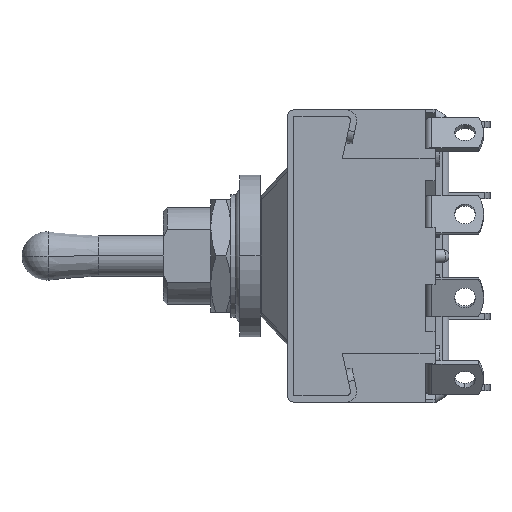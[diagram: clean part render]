
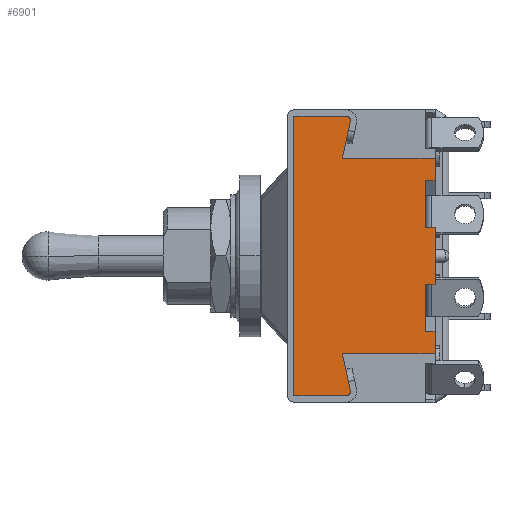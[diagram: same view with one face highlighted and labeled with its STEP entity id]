
A CAD part, left-side view. The second image highlights one B-rep face of the part: STEP entity #6901.
In plain terms, the highlighted planar face has unit normal (-1, 0, 0).
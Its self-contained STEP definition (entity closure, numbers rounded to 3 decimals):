
#90 = LINE ( 'NONE', #11771, #4483 ) ;
#98 = EDGE_LOOP ( 'NONE', ( #11904, #10881, #4907, #6153, #8665, #10584, #4325, #8400, #8022, #9244, #3784, #241, #1548, #7089, #11770, #2362, #9600, #2055, #5013 ) ) ;
#241 = ORIENTED_EDGE ( 'NONE', *, *, #9999, .F. ) ;
#350 = DIRECTION ( 'NONE',  ( 0., -1., 0. ) ) ;
#449 = CARTESIAN_POINT ( 'NONE',  ( -16.5, -17.5, 0. ) ) ;
#492 = VERTEX_POINT ( 'NONE', #2893 ) ;
#512 = CARTESIAN_POINT ( 'NONE',  ( -16.5, -6., -12.1 ) ) ;
#519 = DIRECTION ( 'NONE',  ( 0., 0., 1. ) ) ;
#559 = CARTESIAN_POINT ( 'NONE',  ( -16.5, -16.3, 3.568 ) ) ;
#657 = CARTESIAN_POINT ( 'NONE',  ( -16.5, -17.5, 9.325 ) ) ;
#745 = VECTOR ( 'NONE', #3165, 1000. ) ;
#761 = EDGE_CURVE ( 'NONE', #2808, #1421, #10176, .T. ) ;
#1011 = EDGE_CURVE ( 'NONE', #1621, #5793, #10903, .T. ) ;
#1108 = EDGE_CURVE ( 'NONE', #2526, #9971, #3024, .T. ) ;
#1166 = EDGE_CURVE ( 'NONE', #11734, #7301, #10314, .T. ) ;
#1218 = DIRECTION ( 'NONE',  ( -1., 0., 0. ) ) ;
#1254 = CARTESIAN_POINT ( 'NONE',  ( -16.5, -6., 12.1 ) ) ;
#1295 = EDGE_CURVE ( 'NONE', #8595, #8851, #90, .T. ) ;
#1334 = CARTESIAN_POINT ( 'NONE',  ( -16.5, -16.3, -9.325 ) ) ;
#1411 = AXIS2_PLACEMENT_3D ( 'NONE', #6571, #7437, #9334 ) ;
#1421 = VERTEX_POINT ( 'NONE', #4598 ) ;
#1461 = DIRECTION ( 'NONE',  ( 0., -1., 0. ) ) ;
#1480 = EDGE_CURVE ( 'NONE', #5922, #8716, #10588, .T. ) ;
#1548 = ORIENTED_EDGE ( 'NONE', *, *, #2754, .F. ) ;
#1621 = VERTEX_POINT ( 'NONE', #12012 ) ;
#1634 = CARTESIAN_POINT ( 'NONE',  ( -16.5, 0., -17.3 ) ) ;
#1930 = AXIS2_PLACEMENT_3D ( 'NONE', #3324, #10730, #8031 ) ;
#1944 = LINE ( 'NONE', #10195, #2365 ) ;
#2037 = EDGE_CURVE ( 'NONE', #11998, #5793, #11742, .T. ) ;
#2055 = ORIENTED_EDGE ( 'NONE', *, *, #1166, .T. ) ;
#2349 = CARTESIAN_POINT ( 'NONE',  ( -16.5, -6.989, -16.695 ) ) ;
#2362 = ORIENTED_EDGE ( 'NONE', *, *, #11339, .T. ) ;
#2365 = VECTOR ( 'NONE', #9364, 1000. ) ;
#2415 = VECTOR ( 'NONE', #2764, 1000. ) ;
#2470 = DIRECTION ( 'NONE',  ( 0., 0., -1. ) ) ;
#2526 = VERTEX_POINT ( 'NONE', #5687 ) ;
#2672 = EDGE_CURVE ( 'NONE', #10132, #8716, #6187, .T. ) ;
#2754 = EDGE_CURVE ( 'NONE', #8859, #6702, #10844, .T. ) ;
#2764 = DIRECTION ( 'NONE',  ( 0., 0., -1. ) ) ;
#2774 = EDGE_CURVE ( 'NONE', #492, #11734, #4286, .T. ) ;
#2808 = VERTEX_POINT ( 'NONE', #3297 ) ;
#2893 = CARTESIAN_POINT ( 'NONE',  ( -16.5, -6.989, -16.695 ) ) ;
#2920 = EDGE_CURVE ( 'NONE', #7414, #11998, #4875, .T. ) ;
#2996 = CARTESIAN_POINT ( 'NONE',  ( -16.5, 0., 17.3 ) ) ;
#3024 = LINE ( 'NONE', #4076, #5796 ) ;
#3078 = VECTOR ( 'NONE', #519, 1000. ) ;
#3165 = DIRECTION ( 'NONE',  ( 0., 0., -1. ) ) ;
#3201 = CARTESIAN_POINT ( 'NONE',  ( -16.5, -17.5, -9.325 ) ) ;
#3223 = LINE ( 'NONE', #1334, #745 ) ;
#3297 = CARTESIAN_POINT ( 'NONE',  ( -16.5, 0., -17.3 ) ) ;
#3324 = CARTESIAN_POINT ( 'NONE',  ( -16.5, -6.5, 16.8 ) ) ;
#3677 = LINE ( 'NONE', #9811, #3078 ) ;
#3736 = CARTESIAN_POINT ( 'NONE',  ( -16.5, -17.5, -3.568 ) ) ;
#3739 = CARTESIAN_POINT ( 'NONE',  ( -16.5, -17.5, 0. ) ) ;
#3784 = ORIENTED_EDGE ( 'NONE', *, *, #7233, .F. ) ;
#3954 = DIRECTION ( 'NONE',  ( 0., -1., 0. ) ) ;
#4076 = CARTESIAN_POINT ( 'NONE',  ( -16.5, -16.3, -9.325 ) ) ;
#4286 = LINE ( 'NONE', #2349, #8101 ) ;
#4325 = ORIENTED_EDGE ( 'NONE', *, *, #11417, .T. ) ;
#4340 = CARTESIAN_POINT ( 'NONE',  ( -16.5, -17.5, 0. ) ) ;
#4387 = DIRECTION ( 'NONE',  ( 0., 0.21, -0.978 ) ) ;
#4483 = VECTOR ( 'NONE', #1461, 1000. ) ;
#4510 = CARTESIAN_POINT ( 'NONE',  ( -16.5, -16.3, -3.568 ) ) ;
#4598 = CARTESIAN_POINT ( 'NONE',  ( -16.5, -6.5, -17.3 ) ) ;
#4807 = CARTESIAN_POINT ( 'NONE',  ( -16.5, -17.5, 3.568 ) ) ;
#4875 = LINE ( 'NONE', #9139, #9970 ) ;
#4907 = ORIENTED_EDGE ( 'NONE', *, *, #2672, .T. ) ;
#5013 = ORIENTED_EDGE ( 'NONE', *, *, #8620, .F. ) ;
#5408 = DIRECTION ( 'NONE',  ( 0., -1., 0. ) ) ;
#5531 = CARTESIAN_POINT ( 'NONE',  ( -16.5, -6.5, 17.3 ) ) ;
#5557 = EDGE_CURVE ( 'NONE', #8851, #5922, #8116, .T. ) ;
#5604 = CIRCLE ( 'NONE', #1411, 0.5 ) ;
#5635 = VECTOR ( 'NONE', #5973, 1000. ) ;
#5687 = CARTESIAN_POINT ( 'NONE',  ( -16.5, -16.3, -9.325 ) ) ;
#5786 = DIRECTION ( 'NONE',  ( 0., 0., 1. ) ) ;
#5793 = VERTEX_POINT ( 'NONE', #657 ) ;
#5796 = VECTOR ( 'NONE', #7883, 1000. ) ;
#5922 = VERTEX_POINT ( 'NONE', #7730 ) ;
#5973 = DIRECTION ( 'NONE',  ( 0., 0., -1. ) ) ;
#6025 = DIRECTION ( 'NONE',  ( 0., 0.21, 0.978 ) ) ;
#6139 = CARTESIAN_POINT ( 'NONE',  ( -16.5, -17.5, 0. ) ) ;
#6144 = VECTOR ( 'NONE', #4387, 1000. ) ;
#6153 = ORIENTED_EDGE ( 'NONE', *, *, #1480, .F. ) ;
#6187 = LINE ( 'NONE', #11530, #9693 ) ;
#6571 = CARTESIAN_POINT ( 'NONE',  ( -16.5, -6.5, -16.8 ) ) ;
#6688 = VECTOR ( 'NONE', #5408, 1000. ) ;
#6698 = DIRECTION ( 'NONE',  ( 0., -1., 0. ) ) ;
#6702 = VERTEX_POINT ( 'NONE', #5531 ) ;
#6901 = ADVANCED_FACE ( 'NONE', ( #10603 ), #7758, .T. ) ;
#7056 = CARTESIAN_POINT ( 'NONE',  ( -16.5, 0., 17.3 ) ) ;
#7082 = EDGE_CURVE ( 'NONE', #2808, #8859, #3677, .T. ) ;
#7089 = ORIENTED_EDGE ( 'NONE', *, *, #7082, .F. ) ;
#7165 = LINE ( 'NONE', #6139, #7741 ) ;
#7172 = DIRECTION ( 'NONE',  ( 0., 0., -1. ) ) ;
#7233 = EDGE_CURVE ( 'NONE', #8570, #7414, #8496, .T. ) ;
#7301 = VERTEX_POINT ( 'NONE', #7666 ) ;
#7414 = VERTEX_POINT ( 'NONE', #1254 ) ;
#7437 = DIRECTION ( 'NONE',  ( -1., 0., 0. ) ) ;
#7557 = EDGE_CURVE ( 'NONE', #10132, #2526, #3223, .T. ) ;
#7666 = CARTESIAN_POINT ( 'NONE',  ( -16.5, -17.5, -12.1 ) ) ;
#7730 = CARTESIAN_POINT ( 'NONE',  ( -16.5, -17.5, 0. ) ) ;
#7741 = VECTOR ( 'NONE', #2470, 1000. ) ;
#7758 = PLANE ( 'NONE',  #10065 ) ;
#7787 = CARTESIAN_POINT ( 'NONE',  ( -16.5, -6., -12.1 ) ) ;
#7883 = DIRECTION ( 'NONE',  ( 0., -1., 0. ) ) ;
#8022 = ORIENTED_EDGE ( 'NONE', *, *, #2037, .F. ) ;
#8031 = DIRECTION ( 'NONE',  ( 0., 0., 1. ) ) ;
#8101 = VECTOR ( 'NONE', #6025, 1000. ) ;
#8116 = LINE ( 'NONE', #449, #5635 ) ;
#8149 = CIRCLE ( 'NONE', #1930, 0.5 ) ;
#8400 = ORIENTED_EDGE ( 'NONE', *, *, #1011, .T. ) ;
#8496 = LINE ( 'NONE', #9978, #6144 ) ;
#8500 = CARTESIAN_POINT ( 'NONE',  ( -16.5, -17.5, 12.1 ) ) ;
#8525 = CARTESIAN_POINT ( 'NONE',  ( -16.5, -16.3, 9.325 ) ) ;
#8570 = VERTEX_POINT ( 'NONE', #9049 ) ;
#8595 = VERTEX_POINT ( 'NONE', #559 ) ;
#8620 = EDGE_CURVE ( 'NONE', #9971, #7301, #7165, .T. ) ;
#8665 = ORIENTED_EDGE ( 'NONE', *, *, #5557, .F. ) ;
#8716 = VERTEX_POINT ( 'NONE', #3736 ) ;
#8851 = VERTEX_POINT ( 'NONE', #4807 ) ;
#8859 = VERTEX_POINT ( 'NONE', #2996 ) ;
#8872 = VECTOR ( 'NONE', #6698, 1000. ) ;
#9049 = CARTESIAN_POINT ( 'NONE',  ( -16.5, -6.989, 16.695 ) ) ;
#9139 = CARTESIAN_POINT ( 'NONE',  ( -16.5, -6., 12.1 ) ) ;
#9244 = ORIENTED_EDGE ( 'NONE', *, *, #2920, .F. ) ;
#9271 = VECTOR ( 'NONE', #7172, 1000. ) ;
#9334 = DIRECTION ( 'NONE',  ( 0., 0., -1. ) ) ;
#9364 = DIRECTION ( 'NONE',  ( 0., 0., 1. ) ) ;
#9581 = CARTESIAN_POINT ( 'NONE',  ( -16.5, -6.5, 16.8 ) ) ;
#9600 = ORIENTED_EDGE ( 'NONE', *, *, #2774, .T. ) ;
#9693 = VECTOR ( 'NONE', #3954, 1000. ) ;
#9811 = CARTESIAN_POINT ( 'NONE',  ( -16.5, 0., 0. ) ) ;
#9944 = DIRECTION ( 'NONE',  ( 0., -1., 0. ) ) ;
#9970 = VECTOR ( 'NONE', #9944, 1000. ) ;
#9971 = VERTEX_POINT ( 'NONE', #3201 ) ;
#9978 = CARTESIAN_POINT ( 'NONE',  ( -16.5, -6.989, 16.695 ) ) ;
#9999 = EDGE_CURVE ( 'NONE', #6702, #8570, #8149, .T. ) ;
#10065 = AXIS2_PLACEMENT_3D ( 'NONE', #9581, #1218, #5786 ) ;
#10132 = VERTEX_POINT ( 'NONE', #4510 ) ;
#10176 = LINE ( 'NONE', #1634, #6688 ) ;
#10195 = CARTESIAN_POINT ( 'NONE',  ( -16.5, -16.3, 9.325 ) ) ;
#10314 = LINE ( 'NONE', #7787, #11773 ) ;
#10584 = ORIENTED_EDGE ( 'NONE', *, *, #1295, .F. ) ;
#10588 = LINE ( 'NONE', #3739, #2415 ) ;
#10603 = FACE_OUTER_BOUND ( 'NONE', #98, .T. ) ;
#10730 = DIRECTION ( 'NONE',  ( 1., 0., 0. ) ) ;
#10756 = DIRECTION ( 'NONE',  ( 0., -1., 0. ) ) ;
#10844 = LINE ( 'NONE', #7056, #11728 ) ;
#10881 = ORIENTED_EDGE ( 'NONE', *, *, #7557, .F. ) ;
#10903 = LINE ( 'NONE', #8525, #8872 ) ;
#11339 = EDGE_CURVE ( 'NONE', #1421, #492, #5604, .T. ) ;
#11417 = EDGE_CURVE ( 'NONE', #8595, #1621, #1944, .T. ) ;
#11530 = CARTESIAN_POINT ( 'NONE',  ( -16.5, -16.3, -3.568 ) ) ;
#11728 = VECTOR ( 'NONE', #10756, 1000. ) ;
#11734 = VERTEX_POINT ( 'NONE', #512 ) ;
#11742 = LINE ( 'NONE', #4340, #9271 ) ;
#11770 = ORIENTED_EDGE ( 'NONE', *, *, #761, .T. ) ;
#11771 = CARTESIAN_POINT ( 'NONE',  ( -16.5, -16.3, 3.568 ) ) ;
#11773 = VECTOR ( 'NONE', #350, 1000. ) ;
#11904 = ORIENTED_EDGE ( 'NONE', *, *, #1108, .F. ) ;
#11998 = VERTEX_POINT ( 'NONE', #8500 ) ;
#12012 = CARTESIAN_POINT ( 'NONE',  ( -16.5, -16.3, 9.325 ) ) ;
